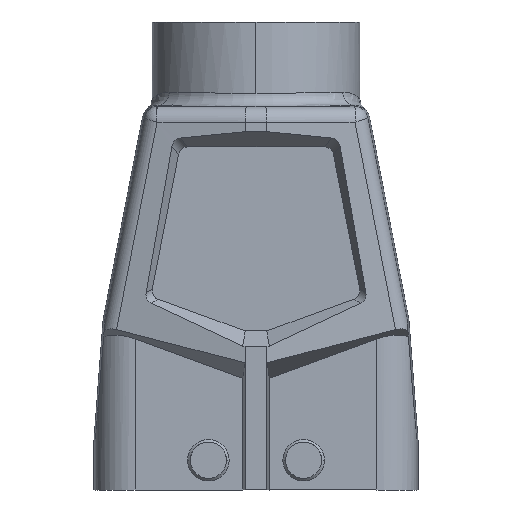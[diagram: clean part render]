
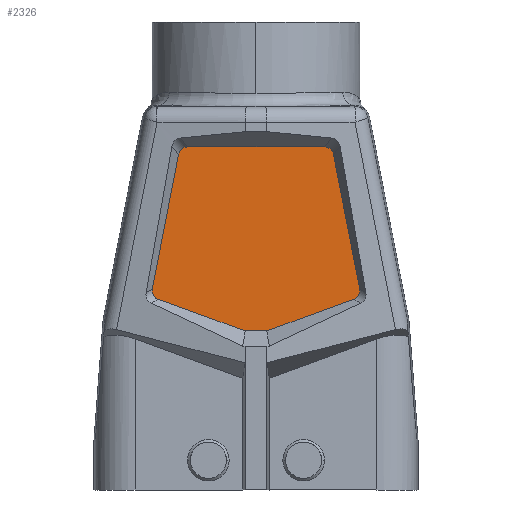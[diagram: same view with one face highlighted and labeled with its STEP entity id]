
A CAD part, left-side view. The second image highlights one B-rep face of the part: STEP entity #2326.
In plain terms, the highlighted planar face has unit normal (-1, 0, 0).
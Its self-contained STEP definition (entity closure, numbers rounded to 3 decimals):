
#1539=AXIS2_PLACEMENT_3D('Plane Axis2P3D',#1536,#1537,#1538) ;
#1536=CARTESIAN_POINT('Axis2P3D Location',(6.,32.5,-15.031)) ;
#1995=CARTESIAN_POINT('Line Origine',(6.,30.5,29.902)) ;
#1999=CARTESIAN_POINT('Vertex',(6.,32.519,29.902)) ;
#2001=CARTESIAN_POINT('Vertex',(6.,28.481,29.902)) ;
#2117=CARTESIAN_POINT('Vertex',(6.,12.128,35.855)) ;
#2120=CARTESIAN_POINT('Line Origine',(6.,20.305,32.878)) ;
#2138=CARTESIAN_POINT('Control Point',(6.,12.128,35.855)) ;
#2139=CARTESIAN_POINT('Control Point',(6.,11.613,36.042)) ;
#2140=CARTESIAN_POINT('Control Point',(6.001,11.194,36.403)) ;
#2141=CARTESIAN_POINT('Control Point',(6.,10.984,36.911)) ;
#2142=CARTESIAN_POINT('Control Point',(6.,10.984,37.444)) ;
#2143=CARTESIAN_POINT('Vertex',(6.,10.984,37.444)) ;
#2150=CARTESIAN_POINT('Vertex',(6.,11.02,37.813)) ;
#2154=CARTESIAN_POINT('Control Point',(6.,10.984,37.444)) ;
#2155=CARTESIAN_POINT('Control Point',(6.,10.984,37.566)) ;
#2156=CARTESIAN_POINT('Control Point',(6.,10.996,37.689)) ;
#2157=CARTESIAN_POINT('Control Point',(6.,11.02,37.813)) ;
#2177=CARTESIAN_POINT('Vertex',(6.,15.935,63.098)) ;
#2180=CARTESIAN_POINT('Line Origine',(6.,13.478,50.456)) ;
#2201=CARTESIAN_POINT('Vertex',(6.,17.636,64.5)) ;
#2205=CARTESIAN_POINT('Control Point',(6.,17.636,64.5)) ;
#2206=CARTESIAN_POINT('Control Point',(6.,17.01,64.5)) ;
#2207=CARTESIAN_POINT('Control Point',(6.,16.424,64.241)) ;
#2208=CARTESIAN_POINT('Control Point',(6.,16.055,63.712)) ;
#2209=CARTESIAN_POINT('Control Point',(6.,15.935,63.098)) ;
#2229=CARTESIAN_POINT('Vertex',(6.,43.364,64.5)) ;
#2232=CARTESIAN_POINT('Line Origine',(6.,30.5,64.5)) ;
#2259=CARTESIAN_POINT('Control Point',(6.,49.98,37.813)) ;
#2260=CARTESIAN_POINT('Control Point',(6.,49.994,37.739)) ;
#2261=CARTESIAN_POINT('Control Point',(6.,50.005,37.664)) ;
#2262=CARTESIAN_POINT('Control Point',(6.,50.012,37.59)) ;
#2263=CARTESIAN_POINT('Control Point',(6.,50.016,37.517)) ;
#2264=CARTESIAN_POINT('Control Point',(6.,50.016,37.444)) ;
#2265=CARTESIAN_POINT('Vertex',(6.,49.98,37.813)) ;
#2267=CARTESIAN_POINT('Vertex',(6.,50.016,37.444)) ;
#2271=CARTESIAN_POINT('Control Point',(6.,50.016,37.444)) ;
#2272=CARTESIAN_POINT('Control Point',(6.,50.016,37.319)) ;
#2273=CARTESIAN_POINT('Control Point',(6.,50.005,37.197)) ;
#2274=CARTESIAN_POINT('Control Point',(6.,49.984,37.076)) ;
#2275=CARTESIAN_POINT('Control Point',(6.,49.902,36.777)) ;
#2276=CARTESIAN_POINT('Control Point',(6.,49.753,36.506)) ;
#2277=CARTESIAN_POINT('Control Point',(6.,49.639,36.356)) ;
#2278=CARTESIAN_POINT('Control Point',(6.,49.428,36.149)) ;
#2279=CARTESIAN_POINT('Control Point',(6.,49.173,35.988)) ;
#2280=CARTESIAN_POINT('Control Point',(6.,49.076,35.937)) ;
#2281=CARTESIAN_POINT('Control Point',(6.,48.976,35.892)) ;
#2282=CARTESIAN_POINT('Control Point',(6.,48.872,35.855)) ;
#2283=CARTESIAN_POINT('Vertex',(6.,48.872,35.855)) ;
#2286=CARTESIAN_POINT('Line Origine',(6.,40.695,32.878)) ;
#2292=CARTESIAN_POINT('Control Point',(6.,45.065,63.098)) ;
#2293=CARTESIAN_POINT('Control Point',(6.,45.026,63.298)) ;
#2294=CARTESIAN_POINT('Control Point',(6.,44.963,63.488)) ;
#2295=CARTESIAN_POINT('Control Point',(6.,44.877,63.665)) ;
#2296=CARTESIAN_POINT('Control Point',(6.,44.66,63.983)) ;
#2297=CARTESIAN_POINT('Control Point',(6.,44.364,64.223)) ;
#2298=CARTESIAN_POINT('Control Point',(6.,44.201,64.32)) ;
#2299=CARTESIAN_POINT('Control Point',(6.,43.938,64.428)) ;
#2300=CARTESIAN_POINT('Control Point',(6.,43.655,64.482)) ;
#2301=CARTESIAN_POINT('Control Point',(6.,43.559,64.494)) ;
#2302=CARTESIAN_POINT('Control Point',(6.,43.462,64.5)) ;
#2303=CARTESIAN_POINT('Control Point',(6.,43.364,64.5)) ;
#2304=CARTESIAN_POINT('Vertex',(6.,45.065,63.098)) ;
#2307=CARTESIAN_POINT('Line Origine',(6.,47.522,50.456)) ;
#1537=DIRECTION('Axis2P3D Direction',(1.,0.,0.)) ;
#1538=DIRECTION('Axis2P3D XDirection',(0.,1.,0.)) ;
#1996=DIRECTION('Vector Direction',(0.,-1.,0.)) ;
#2121=DIRECTION('Vector Direction',(0.,-0.94,0.342)) ;
#2181=DIRECTION('Vector Direction',(0.,0.191,0.982)) ;
#2233=DIRECTION('Vector Direction',(0.,1.,0.)) ;
#2287=DIRECTION('Vector Direction',(0.,-0.94,-0.342)) ;
#2308=DIRECTION('Vector Direction',(0.,0.191,-0.982)) ;
#1997=VECTOR('Line Direction',#1996,1.) ;
#2122=VECTOR('Line Direction',#2121,1.) ;
#2182=VECTOR('Line Direction',#2181,1.) ;
#2234=VECTOR('Line Direction',#2233,1.) ;
#2288=VECTOR('Line Direction',#2287,1.) ;
#2309=VECTOR('Line Direction',#2308,1.) ;
#2313=ORIENTED_EDGE('',*,*,#2269,.T.) ;
#2314=ORIENTED_EDGE('',*,*,#2285,.T.) ;
#2315=ORIENTED_EDGE('',*,*,#2290,.T.) ;
#2316=ORIENTED_EDGE('',*,*,#2003,.T.) ;
#2317=ORIENTED_EDGE('',*,*,#2124,.T.) ;
#2318=ORIENTED_EDGE('',*,*,#2145,.T.) ;
#2319=ORIENTED_EDGE('',*,*,#2158,.T.) ;
#2320=ORIENTED_EDGE('',*,*,#2184,.T.) ;
#2321=ORIENTED_EDGE('',*,*,#2210,.F.) ;
#2322=ORIENTED_EDGE('',*,*,#2236,.T.) ;
#2323=ORIENTED_EDGE('',*,*,#2306,.F.) ;
#2324=ORIENTED_EDGE('',*,*,#2311,.T.) ;
#2326=ADVANCED_FACE('MANIFOLD_SOLID_BREP #40',(#2325),#1540,.F.) ;
#2137=B_SPLINE_CURVE_WITH_KNOTS('',4,(#2138,#2139,#2140,#2141,#2142),.UNSPECIFIED.,.F.,.U.,(5,5),(0.,3.106),.UNSPECIFIED.) ;
#2153=B_SPLINE_CURVE_WITH_KNOTS('',3,(#2154,#2155,#2156,#2157),.UNSPECIFIED.,.F.,.U.,(4,4),(0.,0.533),.UNSPECIFIED.) ;
#2204=B_SPLINE_CURVE_WITH_KNOTS('',4,(#2205,#2206,#2207,#2208,#2209),.UNSPECIFIED.,.F.,.U.,(5,5),(0.,3.538),.UNSPECIFIED.) ;
#2258=B_SPLINE_CURVE_WITH_KNOTS('',5,(#2259,#2260,#2261,#2262,#2263,#2264),.UNSPECIFIED.,.F.,.U.,(6,6),(0.,0.533),.UNSPECIFIED.) ;
#2270=B_SPLINE_CURVE_WITH_KNOTS('',5,(#2271,#2272,#2273,#2274,#2275,#2276,#2277,#2278,#2279,#2280,#2281,#2282),.UNSPECIFIED.,.F.,.U.,(6,3,3,6),(0.533,1.439,2.852,3.637),.UNSPECIFIED.) ;
#2291=B_SPLINE_CURVE_WITH_KNOTS('',5,(#2292,#2293,#2294,#2295,#2296,#2297,#2298,#2299,#2300,#2301,#2302,#2303),.UNSPECIFIED.,.F.,.U.,(6,3,3,6),(0.,1.436,2.848,3.538),.UNSPECIFIED.) ;
#2003=EDGE_CURVE('',#2000,#2002,#1998,.T.) ;
#2124=EDGE_CURVE('',#2002,#2118,#2123,.T.) ;
#2145=EDGE_CURVE('',#2118,#2144,#2137,.T.) ;
#2158=EDGE_CURVE('',#2144,#2151,#2153,.T.) ;
#2184=EDGE_CURVE('',#2151,#2178,#2183,.T.) ;
#2210=EDGE_CURVE('',#2202,#2178,#2204,.T.) ;
#2236=EDGE_CURVE('',#2202,#2230,#2235,.T.) ;
#2269=EDGE_CURVE('',#2266,#2268,#2258,.T.) ;
#2285=EDGE_CURVE('',#2268,#2284,#2270,.T.) ;
#2290=EDGE_CURVE('',#2284,#2000,#2289,.T.) ;
#2306=EDGE_CURVE('',#2305,#2230,#2291,.T.) ;
#2311=EDGE_CURVE('',#2305,#2266,#2310,.T.) ;
#2312=EDGE_LOOP('',(#2313,#2314,#2315,#2316,#2317,#2318,#2319,#2320,#2321,#2322,#2323,#2324)) ;
#2325=FACE_OUTER_BOUND('',#2312,.T.) ;
#1998=LINE('Line',#1995,#1997) ;
#2123=LINE('Line',#2120,#2122) ;
#2183=LINE('Line',#2180,#2182) ;
#2235=LINE('Line',#2232,#2234) ;
#2289=LINE('Line',#2286,#2288) ;
#2310=LINE('Line',#2307,#2309) ;
#1540=PLANE('',#1539) ;
#2000=VERTEX_POINT('',#1999) ;
#2002=VERTEX_POINT('',#2001) ;
#2118=VERTEX_POINT('',#2117) ;
#2144=VERTEX_POINT('',#2143) ;
#2151=VERTEX_POINT('',#2150) ;
#2178=VERTEX_POINT('',#2177) ;
#2202=VERTEX_POINT('',#2201) ;
#2230=VERTEX_POINT('',#2229) ;
#2266=VERTEX_POINT('',#2265) ;
#2268=VERTEX_POINT('',#2267) ;
#2284=VERTEX_POINT('',#2283) ;
#2305=VERTEX_POINT('',#2304) ;
